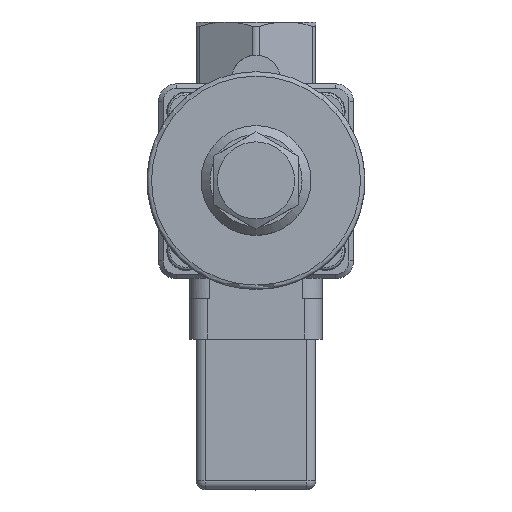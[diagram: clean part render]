
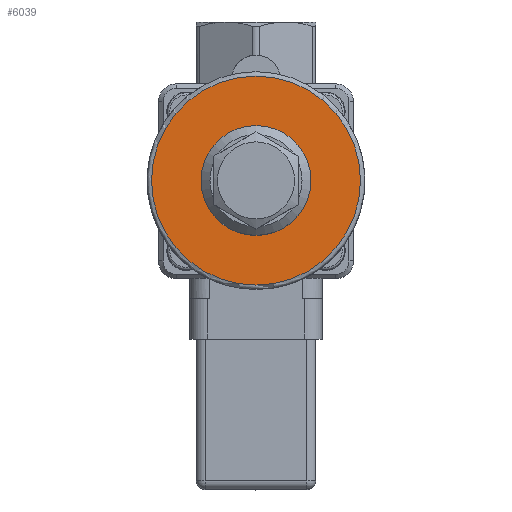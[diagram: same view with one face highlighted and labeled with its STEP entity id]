
A CAD part, top view. The second image highlights one B-rep face of the part: STEP entity #6039.
In plain terms, the highlighted planar face has unit normal (0, 0, 1).
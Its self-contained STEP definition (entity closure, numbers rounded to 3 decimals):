
#391=FACE_BOUND('',#1036,.T.);
#636=FACE_OUTER_BOUND('',#1035,.T.);
#1035=EDGE_LOOP('',(#4342));
#1036=EDGE_LOOP('',(#4343));
#2162=CIRCLE('',#6489,23.6);
#2163=CIRCLE('',#6490,12.4);
#2568=VERTEX_POINT('',#9482);
#2569=VERTEX_POINT('',#9484);
#3223=EDGE_CURVE('',#2568,#2568,#2162,.T.);
#3224=EDGE_CURVE('',#2569,#2569,#2163,.T.);
#4342=ORIENTED_EDGE('',*,*,#3223,.F.);
#4343=ORIENTED_EDGE('',*,*,#3224,.F.);
#5861=PLANE('',#6488);
#6039=ADVANCED_FACE('',(#636,#391),#5861,.T.);
#6488=AXIS2_PLACEMENT_3D('',#9481,#7497,#7498);
#6489=AXIS2_PLACEMENT_3D('',#9483,#7499,#7500);
#6490=AXIS2_PLACEMENT_3D('',#9485,#7501,#7502);
#7497=DIRECTION('center_axis',(0.,0.,
1.));
#7498=DIRECTION('ref_axis',(1.,0.,0.));
#7499=DIRECTION('center_axis',(0.,0.,
-1.));
#7500=DIRECTION('ref_axis',(0.,1.,0.));
#7501=DIRECTION('center_axis',(0.,0.,1.));
#7502=DIRECTION('ref_axis',(0.,-1.,0.));
#9481=CARTESIAN_POINT('Origin',(0.,12.325,110.2));
#9482=CARTESIAN_POINT('',(0.,21.1,110.2));
#9483=CARTESIAN_POINT('Origin',(0.,-2.5,
110.2));
#9484=CARTESIAN_POINT('',(0.,-14.9,110.2));
#9485=CARTESIAN_POINT('Origin',(0.,-2.5,
110.2));
